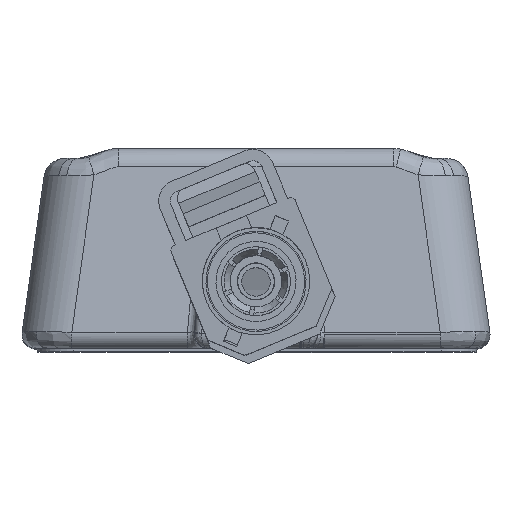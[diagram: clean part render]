
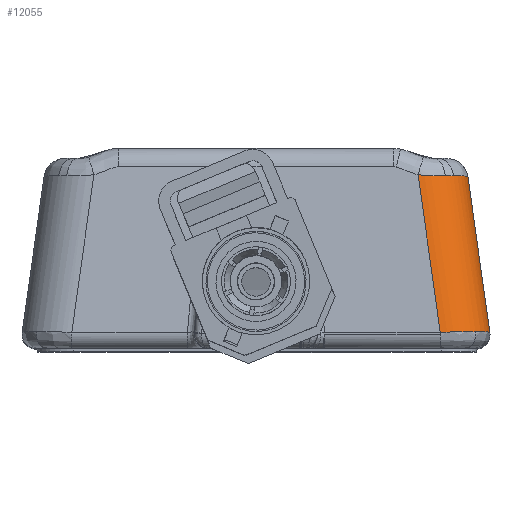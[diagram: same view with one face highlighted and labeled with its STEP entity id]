
A CAD part, top view. The second image highlights one B-rep face of the part: STEP entity #12055.
In plain terms, the highlighted cylindrical face has radius 3.5 mm (diameter 7 mm), a partial arc.
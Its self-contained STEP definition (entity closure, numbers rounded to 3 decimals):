
#37 = CARTESIAN_POINT ( 'NONE',  ( 15.321, 1.249, 0.647 ) ) ;
#506 = ORIENTED_EDGE ( 'NONE', *, *, #2229, .F. ) ;
#545 = CARTESIAN_POINT ( 'NONE',  ( 13.423, 12.145, -0.555 ) ) ;
#885 = CARTESIAN_POINT ( 'NONE',  ( 13.217, 12.14, -0.422 ) ) ;
#1711 = CARTESIAN_POINT ( 'NONE',  ( 14.348, 12.14, -1.556 ) ) ;
#1855 = CARTESIAN_POINT ( 'NONE',  ( 15.321, 1.249, 0.647 ) ) ;
#2024 = LINE ( 'NONE', #13209, #11652 ) ;
#2229 = EDGE_CURVE ( 'NONE', #4441, #12350, #2024, .T. ) ;
#2237 = CARTESIAN_POINT ( 'NONE',  ( 11.983, 12.153, 0.081 ) ) ;
#2252 = CARTESIAN_POINT ( 'NONE',  ( 12.874, 1.193, 1.666 ) ) ;
#3115 = EDGE_CURVE ( 'NONE', #7389, #4782, #12809, .T. ) ;
#3261 = CARTESIAN_POINT ( 'NONE',  ( 11.655, 12.173, 0.123 ) ) ;
#3278 = CARTESIAN_POINT ( 'NONE',  ( 14.812, 12.063, -3.328 ) ) ;
#3417 = ORIENTED_EDGE ( 'NONE', *, *, #6983, .F. ) ;
#3434 = CARTESIAN_POINT ( 'NONE',  ( 13.816, 1.227, 1.562 ) ) ;
#3745 = B_SPLINE_CURVE_WITH_KNOTS ( 'NONE', 3,
 ( #2252, #15218, #3434, #15059, #7006, #37 ),
 .UNSPECIFIED., .F., .F.,
 ( 4, 2, 4 ),
 ( 0., 0.5, 1. ),
 .UNSPECIFIED. ) ;
#3776 = EDGE_CURVE ( 'NONE', #6309, #12350, #6642, .T. ) ;
#3814 = AXIS2_PLACEMENT_3D ( 'NONE', #9214, #9102, #15096 ) ;
#3878 = CARTESIAN_POINT ( 'NONE',  ( 13.616, 12.147, -0.711 ) ) ;
#4149 = ORIENTED_EDGE ( 'NONE', *, *, #3115, .F. ) ;
#4441 = VERTEX_POINT ( 'NONE', #15068 ) ;
#4536 = CARTESIAN_POINT ( 'NONE',  ( 13.069, 12.137, -0.326 ) ) ;
#4782 = VERTEX_POINT ( 'NONE', #12253 ) ;
#5001 = EDGE_LOOP ( 'NONE', ( #3417, #13612, #506, #14389, #12147, #4149, #7985 ) ) ;
#5650 = CARTESIAN_POINT ( 'NONE',  ( 15.831, 4.817, -2.309 ) ) ;
#5731 = B_SPLINE_CURVE_WITH_KNOTS ( 'NONE', 3,
 ( #13595, #11194, #8791, #1711, #11250, #9002 ),
 .UNSPECIFIED., .F., .F.,
 ( 4, 2, 4 ),
 ( 0., 0.5, 1. ),
 .UNSPECIFIED. ) ;
#6309 = VERTEX_POINT ( 'NONE', #7212 ) ;
#6642 = B_SPLINE_CURVE_WITH_KNOTS ( 'NONE', 3,
 ( #885, #4536, #9314, #9160, #9101, #10332, #8080, #2237, #3261, #10282 ),
 .UNSPECIFIED., .F., .F.,
 ( 4, 2, 2, 2, 4 ),
 ( 0., 0.25, 0.375, 0.5, 1. ),
 .UNSPECIFIED. ) ;
#6698 =( BOUNDED_CURVE ( )  B_SPLINE_CURVE ( 3, ( #7618, #545, #3878, #8730 ),
 .UNSPECIFIED., .F., .F. ) 
 B_SPLINE_CURVE_WITH_KNOTS ( ( 4, 4 ),
 ( 0., 1. ),
 .UNSPECIFIED. ) 
 CURVE ( )  GEOMETRIC_REPRESENTATION_ITEM ( )  RATIONAL_B_SPLINE_CURVE ( ( 1., 1., 1., 1. ) ) 
 REPRESENTATION_ITEM ( '' )  );
#6765 = CARTESIAN_POINT ( 'NONE',  ( 16.236, 1.227, -0.857 ) ) ;
#6798 = CARTESIAN_POINT ( 'NONE',  ( 15.321, 8.44, -2.818 ) ) ;
#6983 = EDGE_CURVE ( 'NONE', #6309, #11709, #6698, .T. ) ;
#7006 = CARTESIAN_POINT ( 'NONE',  ( 15.018, 1.249, 0.95 ) ) ;
#7039 = CARTESIAN_POINT ( 'NONE',  ( 15.321, 1.249, 0.647 ) ) ;
#7139 = EDGE_CURVE ( 'NONE', #7389, #11709, #5731, .T. ) ;
#7212 = CARTESIAN_POINT ( 'NONE',  ( 13.217, 12.14, -0.422 ) ) ;
#7332 = VERTEX_POINT ( 'NONE', #7039 ) ;
#7389 = VERTEX_POINT ( 'NONE', #14427 ) ;
#7618 = CARTESIAN_POINT ( 'NONE',  ( 13.217, 12.14, -0.422 ) ) ;
#7985 = ORIENTED_EDGE ( 'NONE', *, *, #7139, .T. ) ;
#8080 = CARTESIAN_POINT ( 'NONE',  ( 12.378, 12.141, -0.03 ) ) ;
#8603 = DIRECTION ( 'NONE',  ( -0.138, 0.981, -0.138 ) ) ;
#8730 = CARTESIAN_POINT ( 'NONE',  ( 13.789, 12.147, -0.885 ) ) ;
#8791 = CARTESIAN_POINT ( 'NONE',  ( 14.706, 12.113, -2.387 ) ) ;
#9002 = CARTESIAN_POINT ( 'NONE',  ( 13.789, 12.147, -0.885 ) ) ;
#9070 = FACE_OUTER_BOUND ( 'NONE', #5001, .T. ) ;
#9101 = CARTESIAN_POINT ( 'NONE',  ( 12.609, 12.137, -0.11 ) ) ;
#9102 = DIRECTION ( 'NONE',  ( 0.138, -0.981, 0.138 ) ) ;
#9150 = EDGE_CURVE ( 'NONE', #4441, #7332, #3745, .T. ) ;
#9160 = CARTESIAN_POINT ( 'NONE',  ( 12.686, 12.136, -0.141 ) ) ;
#9214 = CARTESIAN_POINT ( 'NONE',  ( 11.317, 11.785, -3.357 ) ) ;
#9300 = CARTESIAN_POINT ( 'NONE',  ( 15.879, 1.245, -0.025 ) ) ;
#9314 = CARTESIAN_POINT ( 'NONE',  ( 12.917, 12.136, -0.244 ) ) ;
#9693 = B_SPLINE_CURVE_WITH_KNOTS ( 'NONE', 3,
 ( #1855, #10269, #9300, #6765, #11600, #12754 ),
 .UNSPECIFIED., .F., .F.,
 ( 4, 2, 4 ),
 ( 0., 0.5, 1. ),
 .UNSPECIFIED. ) ;
#10269 = CARTESIAN_POINT ( 'NONE',  ( 15.624, 1.249, 0.344 ) ) ;
#10282 = CARTESIAN_POINT ( 'NONE',  ( 11.326, 12.205, 0.118 ) ) ;
#10332 = CARTESIAN_POINT ( 'NONE',  ( 12.454, 12.139, -0.054 ) ) ;
#10365 = CARTESIAN_POINT ( 'NONE',  ( 11.326, 12.205, 0.118 ) ) ;
#11125 = EDGE_CURVE ( 'NONE', #7332, #4782, #9693, .T. ) ;
#11194 = CARTESIAN_POINT ( 'NONE',  ( 14.808, 12.091, -2.85 ) ) ;
#11250 = CARTESIAN_POINT ( 'NONE',  ( 14.092, 12.147, -1.187 ) ) ;
#11527 = CARTESIAN_POINT ( 'NONE',  ( 16.34, 1.193, -1.8 ) ) ;
#11528 = CARTESIAN_POINT ( 'NONE',  ( 13.789, 12.147, -0.885 ) ) ;
#11600 = CARTESIAN_POINT ( 'NONE',  ( 16.337, 1.212, -1.321 ) ) ;
#11652 = VECTOR ( 'NONE', #8603, 1000. ) ;
#11709 = VERTEX_POINT ( 'NONE', #11528 ) ;
#12055 = ADVANCED_FACE ( 'NONE', ( #9070 ), #13180, .T. ) ;
#12147 = ORIENTED_EDGE ( 'NONE', *, *, #11125, .T. ) ;
#12253 = CARTESIAN_POINT ( 'NONE',  ( 16.34, 1.193, -1.8 ) ) ;
#12350 = VERTEX_POINT ( 'NONE', #10365 ) ;
#12754 = CARTESIAN_POINT ( 'NONE',  ( 16.34, 1.193, -1.8 ) ) ;
#12809 = B_SPLINE_CURVE_WITH_KNOTS ( 'NONE', 3,
 ( #3278, #6798, #5650, #11527 ),
 .UNSPECIFIED., .F., .F.,
 ( 4, 4 ),
 ( 0., 1. ),
 .UNSPECIFIED. ) ;
#13180 = CYLINDRICAL_SURFACE ( 'NONE', #3814, 3.5 ) ;
#13209 = CARTESIAN_POINT ( 'NONE',  ( 12.874, 1.193, 1.666 ) ) ;
#13595 = CARTESIAN_POINT ( 'NONE',  ( 14.812, 12.063, -3.328 ) ) ;
#13612 = ORIENTED_EDGE ( 'NONE', *, *, #3776, .T. ) ;
#14389 = ORIENTED_EDGE ( 'NONE', *, *, #9150, .T. ) ;
#14427 = CARTESIAN_POINT ( 'NONE',  ( 14.812, 12.063, -3.328 ) ) ;
#15059 = CARTESIAN_POINT ( 'NONE',  ( 14.649, 1.245, 1.205 ) ) ;
#15068 = CARTESIAN_POINT ( 'NONE',  ( 12.874, 1.193, 1.666 ) ) ;
#15096 = DIRECTION ( 'NONE',  ( 0.99, 0.139, 0. ) ) ;
#15218 = CARTESIAN_POINT ( 'NONE',  ( 13.353, 1.212, 1.663 ) ) ;
